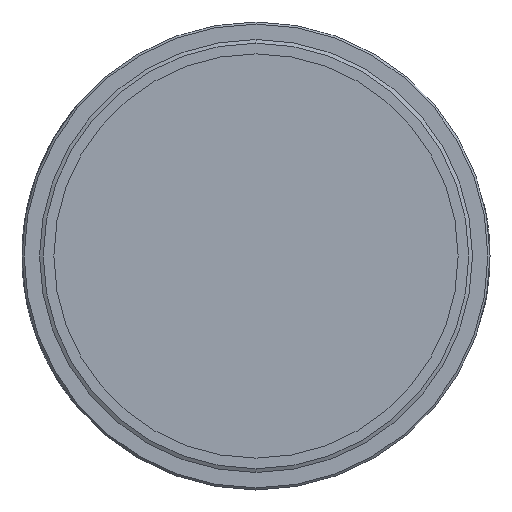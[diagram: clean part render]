
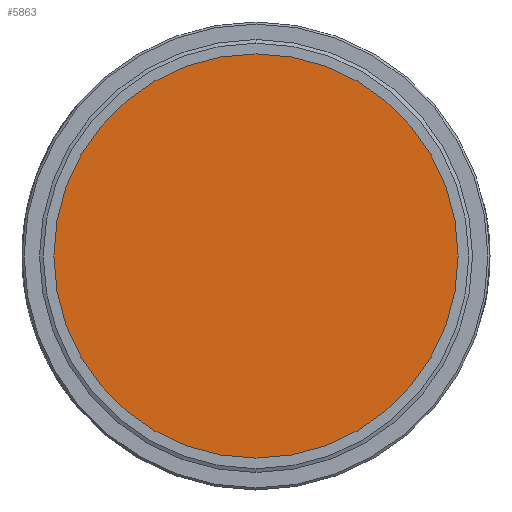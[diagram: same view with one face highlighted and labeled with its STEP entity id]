
A CAD part, left-side view. The second image highlights one B-rep face of the part: STEP entity #5863.
In plain terms, the highlighted planar face has unit normal (-1, 0, 0).
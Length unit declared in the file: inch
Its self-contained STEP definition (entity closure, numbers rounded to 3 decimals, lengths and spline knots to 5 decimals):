
#455 = EDGE_CURVE ( 'NONE', #8638, #7552, #5665, .T. ) ;
#593 = AXIS2_PLACEMENT_3D ( 'NONE', #4855, #602, #5570 ) ;
#602 = DIRECTION ( 'NONE',  ( 1., 0., 0. ) ) ;
#1005 = EDGE_CURVE ( 'NONE', #7552, #8638, #7238, .T. ) ;
#1204 = PLANE ( 'NONE',  #8227 ) ;
#2644 = CARTESIAN_POINT ( 'NONE',  ( -0.105, 0., 0. ) ) ;
#3357 = DIRECTION ( 'NONE',  ( 0., 0., -1. ) ) ;
#3428 = EDGE_LOOP ( 'NONE', ( #3491, #4505 ) ) ;
#3491 = ORIENTED_EDGE ( 'NONE', *, *, #1005, .F. ) ;
#4154 = DIRECTION ( 'NONE',  ( 1., 0., 0. ) ) ;
#4505 = ORIENTED_EDGE ( 'NONE', *, *, #455, .F. ) ;
#4635 = CARTESIAN_POINT ( 'NONE',  ( -0.105, 0., -1. ) ) ;
#4855 = CARTESIAN_POINT ( 'NONE',  ( -0.105, 0., 0. ) ) ;
#5570 = DIRECTION ( 'NONE',  ( 0., 0., -1. ) ) ;
#5665 = CIRCLE ( 'NONE', #9036, 1. ) ;
#5863 = ADVANCED_FACE ( 'NONE', ( #9098 ), #1204, .F. ) ;
#7238 = CIRCLE ( 'NONE', #593, 1. ) ;
#7552 = VERTEX_POINT ( 'NONE', #4635 ) ;
#7631 = DIRECTION ( 'NONE',  ( 1., 0., 0. ) ) ;
#8227 = AXIS2_PLACEMENT_3D ( 'NONE', #2644, #7631, #3357 ) ;
#8423 = CARTESIAN_POINT ( 'NONE',  ( -0.105, 0., 0. ) ) ;
#8638 = VERTEX_POINT ( 'NONE', #8956 ) ;
#8956 = CARTESIAN_POINT ( 'NONE',  ( -0.105, 0., 1. ) ) ;
#9036 = AXIS2_PLACEMENT_3D ( 'NONE', #8423, #4154, #9153 ) ;
#9098 = FACE_OUTER_BOUND ( 'NONE', #3428, .T. ) ;
#9153 = DIRECTION ( 'NONE',  ( 0., 0., -1. ) ) ;
